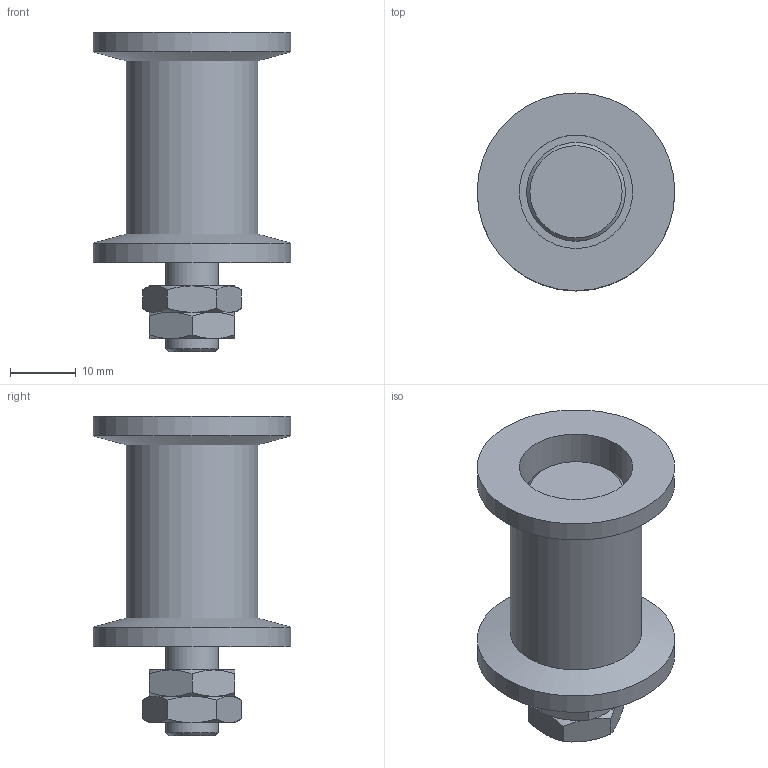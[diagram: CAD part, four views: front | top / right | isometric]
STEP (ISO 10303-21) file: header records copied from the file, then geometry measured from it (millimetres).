
FILE_DESCRIPTION (( 'STEP AP214' ), '1' );
FILE_NAME ('FULLVAC SP1KF16.STEP', '2019-06-26T12:31:34', ( '' ), ( '' ), 'SwSTEP 2.0', 'SolidWorks 2017', '' );
FILE_SCHEMA (( 'AUTOMOTIVE_DESIGN' ));
Length unit declared in the file: millimetre
Products named in the file (4): 3^FULLVAC SP1KF16; 1^FULLVAC SP1KF16; 2^FULLVAC SP1KF16; FULLVAC SP1KF16
Assembly tree (4 placements, depth 2):
  FULLVAC SP1KF16
    1^FULLVAC SP1KF16
    2^FULLVAC SP1KF16
    3^FULLVAC SP1KF16  x2
Bounding box: 30 x 30 x 48.5 mm (x, y, z)
Volume: 10807.5 mm3; surface area: 8390.8 mm2
Topology: 4 solids, 4 shells, 64 faces, 130 edges, 77 vertices
Faces by surface type: cone 32, plane 23, cylinder 9
Full cylindrical faces by diameter (mm): 6.647 x2, 8 x1, 15 x1, 17.2 x2, 20 x1, 30 x2
Entity records: 1122 total; most frequent: CARTESIAN_POINT 226, DIRECTION 166, ORIENTED_EDGE 124, AXIS2_PLACEMENT_3D 80, EDGE_CURVE 62, EDGE_LOOP 60, FACE_OUTER_BOUND 49, VERTEX_POINT 44
